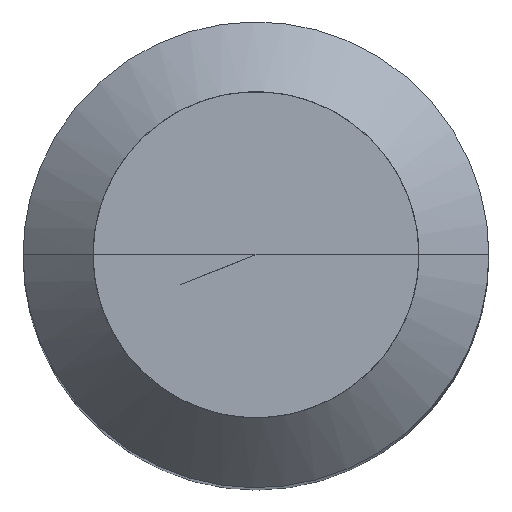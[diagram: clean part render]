
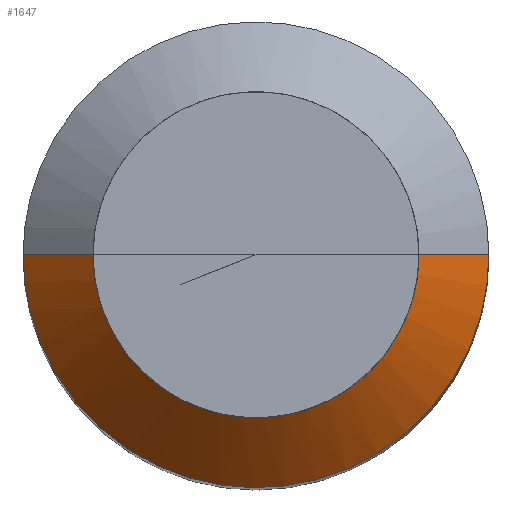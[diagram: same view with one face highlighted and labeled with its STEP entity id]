
A CAD part, top view. The second image highlights one B-rep face of the part: STEP entity #1647.
In plain terms, the highlighted free-form (B-spline) face has degree [1, 2] with [2, 5] control points.
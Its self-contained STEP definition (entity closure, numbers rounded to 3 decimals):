
#1301=CARTESIAN_POINT('',(8.0,0.0,45.6));
#1305=CARTESIAN_POINT('',(-8.0,0.0,45.6));
#1306=CARTESIAN_POINT('',(5.6,0.0,48.0));
#1310=CARTESIAN_POINT('',(-5.6,0.0,48.0));
#1321=CARTESIAN_POINT('',(-8.0,-8.0,45.6));
#1322=CARTESIAN_POINT('',(0.0,-8.0,45.6));
#1323=CARTESIAN_POINT('',(8.0,-8.0,45.6));
#1324=CARTESIAN_POINT('',(-5.6,-5.6,48.0));
#1325=CARTESIAN_POINT('',(0.0,-5.6,48.0));
#1326=CARTESIAN_POINT('',(5.6,-5.6,48.0));
#1628=(
BOUNDED_SURFACE()
B_SPLINE_SURFACE(1,2,(
(#1305,#1321,#1322,#1323,#1301),
(#1310,#1324,#1325,#1326,#1306)
), .UNSPECIFIED.,.F.,.F.,.F.)
B_SPLINE_SURFACE_WITH_KNOTS((2,2),(3,2,3),(
0.0,1.0),(
0.0,0.5,1.0), .UNSPECIFIED.)
GEOMETRIC_REPRESENTATION_ITEM()
RATIONAL_B_SPLINE_SURFACE(((1.0,0.707,1.0,0.707,1.0),
(1.0,0.707,1.0,0.707,1.0)
))
REPRESENTATION_ITEM('')
SURFACE()
);
#1629=(
BOUNDED_CURVE()
B_SPLINE_CURVE(2,(#1310,#1324,#1325,#1326,#1306),.UNSPECIFIED.,.F.,.F.)
B_SPLINE_CURVE_WITH_KNOTS((3,2,3),
(0.0,0.5,1.0),.UNSPECIFIED.)
CURVE()
GEOMETRIC_REPRESENTATION_ITEM()
RATIONAL_B_SPLINE_CURVE((1.0,0.707,1.0,0.707,1.0))
REPRESENTATION_ITEM('')
);
#1630=(
BOUNDED_CURVE()
B_SPLINE_CURVE(1,(#1306,#1301),.UNSPECIFIED.,.F.,.F.)
B_SPLINE_CURVE_WITH_KNOTS((2,2),
(0.0,1.0),.UNSPECIFIED.)
CURVE()
GEOMETRIC_REPRESENTATION_ITEM()
RATIONAL_B_SPLINE_CURVE((1.0,1.0))
REPRESENTATION_ITEM('')
);
#1631=(
BOUNDED_CURVE()
B_SPLINE_CURVE(2,(#1301,#1323,#1322,#1321,#1305),.UNSPECIFIED.,.F.,.F.)
B_SPLINE_CURVE_WITH_KNOTS((3,2,3),
(0.0,0.5,1.0),.UNSPECIFIED.)
CURVE()
GEOMETRIC_REPRESENTATION_ITEM()
RATIONAL_B_SPLINE_CURVE((1.0,0.707,1.0,0.707,1.0))
REPRESENTATION_ITEM('')
);
#1632=(
BOUNDED_CURVE()
B_SPLINE_CURVE(1,(#1305,#1310),.UNSPECIFIED.,.F.,.F.)
B_SPLINE_CURVE_WITH_KNOTS((2,2),
(0.0,1.0),.UNSPECIFIED.)
CURVE()
GEOMETRIC_REPRESENTATION_ITEM()
RATIONAL_B_SPLINE_CURVE((1.0,1.0))
REPRESENTATION_ITEM('')
);
#1633=VERTEX_POINT('',#1301);
#1634=VERTEX_POINT('',#1305);
#1635=VERTEX_POINT('',#1306);
#1636=VERTEX_POINT('',#1310);
#1637=EDGE_CURVE('',#1636,#1635,#1629,.T.);
#1638=EDGE_CURVE('',#1635,#1633,#1630,.T.);
#1639=EDGE_CURVE('',#1633,#1634,#1631,.T.);
#1640=EDGE_CURVE('',#1634,#1636,#1632,.T.);
#1641=ORIENTED_EDGE('',*,*,#1637,.T.);
#1642=ORIENTED_EDGE('',*,*,#1638,.T.);
#1643=ORIENTED_EDGE('',*,*,#1639,.T.);
#1644=ORIENTED_EDGE('',*,*,#1640,.T.);
#1645=EDGE_LOOP('',(#1641,#1642,#1643,#1644));
#1646=FACE_OUTER_BOUND('',#1645,.T.);
#1647=ADVANCED_FACE('',(#1646),#1628,.T.);
